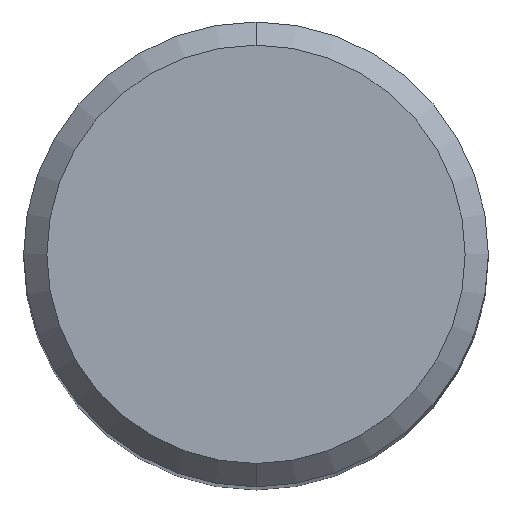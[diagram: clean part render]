
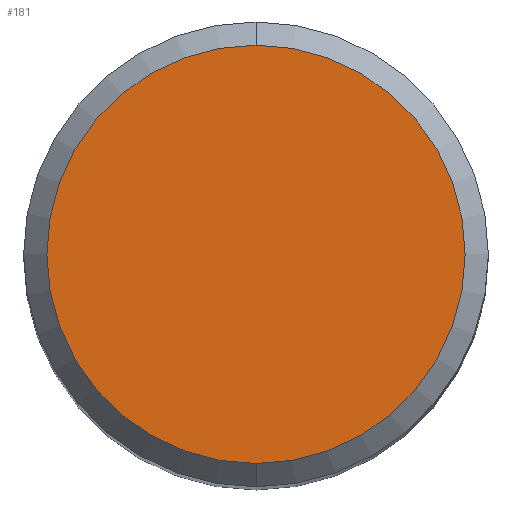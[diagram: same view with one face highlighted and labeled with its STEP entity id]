
A CAD part, top view. The second image highlights one B-rep face of the part: STEP entity #181.
In plain terms, the highlighted planar face has unit normal (0, 0, 1).
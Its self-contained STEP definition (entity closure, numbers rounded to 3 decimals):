
#181=ADVANCED_FACE('',(#488),#489,.T.);
#203=EDGE_CURVE('',#217,#391,#513,.T.);
#217=VERTEX_POINT('',#527);
#251=EDGE_CURVE('',#391,#217,#566,.T.);
#391=VERTEX_POINT('',#721);
#488=FACE_OUTER_BOUND('',#819,.T.);
#489=PLANE('',#820);
#513=CIRCLE('',#856,4.5);
#527=CARTESIAN_POINT('',(0.0,4.5,0.0));
#566=CIRCLE('',#966,4.5);
#721=CARTESIAN_POINT('',(0.,-4.5,0.0));
#819=EDGE_LOOP('',(#1481,#1482));
#820=AXIS2_PLACEMENT_3D('',#1483,#1484,#1485);
#856=AXIS2_PLACEMENT_3D('',#1510,#1511,#1512);
#966=AXIS2_PLACEMENT_3D('',#1568,#1569,#1570);
#1481=ORIENTED_EDGE('',*,*,#203,.F.);
#1482=ORIENTED_EDGE('',*,*,#251,.F.);
#1483=CARTESIAN_POINT('',(0.0,2.25,0.0));
#1484=DIRECTION('',(-0.0,0.0,1.0));
#1485=DIRECTION('',(0.0,-1.0,0.0));
#1510=CARTESIAN_POINT('',(0.0,0.0,0.0));
#1511=DIRECTION('',(0.0,0.0,-1.0));
#1512=DIRECTION('',(0.0,1.0,0.0));
#1568=CARTESIAN_POINT('',(0.0,0.0,0.0));
#1569=DIRECTION('',(0.0,0.0,-1.0));
#1570=DIRECTION('',(0.0,1.0,0.0));
